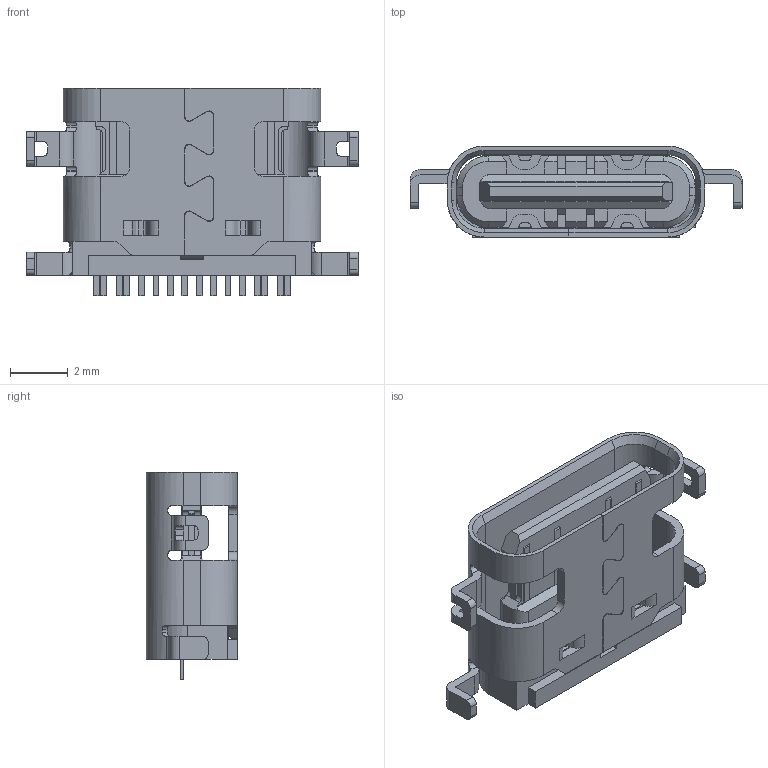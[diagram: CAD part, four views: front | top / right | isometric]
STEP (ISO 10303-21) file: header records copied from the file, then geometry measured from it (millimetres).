
FILE_DESCRIPTION((''),'2;1');
FILE_NAME('SHELL_65_MID_21_3_1','2017-09-05T19:51:42',('Administrator'),(''),'CREO PARAMETRIC BY PTC INC, 2016510','CREO PARAMETRIC BY PTC INC, 2016510','');
FILE_SCHEMA(('CONFIG_CONTROL_DESIGN'));
Length unit declared in the file: millimetre
Products named in the file (1): SHELL_65_MID_21_3_1
Bounding box: 11.54 x 3.18 x 7.2 mm (x, y, z)
Volume: 94.6 mm3; surface area: 432.3 mm2
Topology: 1 solids, 1 shells, 659 faces, 1902 edges, 1222 vertices
Faces by surface type: plane 495, cylinder 153, cone 11
Entity records: 21670 total; most frequent: CARTESIAN_POINT 4154, ORIENTED_EDGE 3804, DIRECTION 3452, EDGE_CURVE 1902, VECTOR 1544, LINE 1544, VERTEX_POINT 1222, AXIS2_PLACEMENT_3D 954
